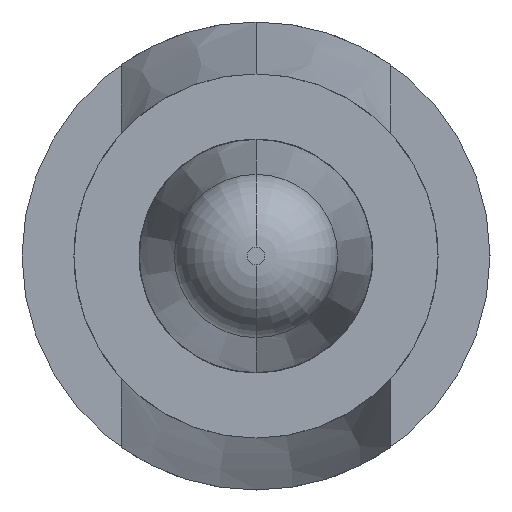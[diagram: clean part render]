
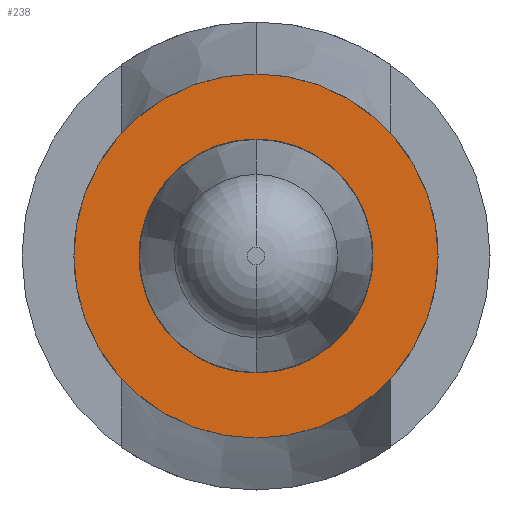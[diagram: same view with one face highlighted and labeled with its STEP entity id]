
A CAD part, front view. The second image highlights one B-rep face of the part: STEP entity #238.
In plain terms, the highlighted planar face has unit normal (0, -1, 0).
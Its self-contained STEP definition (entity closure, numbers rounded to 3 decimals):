
#24 = VERTEX_POINT ( 'NONE', #1049 ) ;
#40 = VERTEX_POINT ( 'NONE', #1010 ) ;
#41 = EDGE_CURVE ( 'NONE', #24, #40, #554, .T. ) ;
#129 = DIRECTION ( 'NONE',  ( 0., 0., 1. ) ) ;
#131 = DIRECTION ( 'NONE',  ( 0., 1., 0. ) ) ;
#134 = CARTESIAN_POINT ( 'NONE',  ( 0., -11.9, 0. ) ) ;
#160 = DIRECTION ( 'NONE',  ( 0., 0., 1. ) ) ;
#163 = DIRECTION ( 'NONE',  ( 0., 1., 0. ) ) ;
#164 = CARTESIAN_POINT ( 'NONE',  ( 0., -11.9, 0. ) ) ;
#238 = ADVANCED_FACE ( 'NONE', ( #832, #768 ), #1178, .F. ) ;
#328 = AXIS2_PLACEMENT_3D ( 'NONE', #1322, #655, #1402 ) ;
#444 = CARTESIAN_POINT ( 'NONE',  ( 0., -11.9, 0.8 ) ) ;
#519 = AXIS2_PLACEMENT_3D ( 'NONE', #134, #131, #129 ) ;
#525 = AXIS2_PLACEMENT_3D ( 'NONE', #164, #163, #160 ) ;
#554 = CIRCLE ( 'NONE', #602, 1.245 ) ;
#589 = VERTEX_POINT ( 'NONE', #732 ) ;
#602 = AXIS2_PLACEMENT_3D ( 'NONE', #966, #965, #949 ) ;
#655 = DIRECTION ( 'NONE',  ( 0., 1., 0. ) ) ;
#732 = CARTESIAN_POINT ( 'NONE',  ( 0., -11.9, -0.8 ) ) ;
#758 = EDGE_LOOP ( 'NONE', ( #1319, #1361 ) ) ;
#768 = FACE_BOUND ( 'NONE', #758, .T. ) ;
#832 = FACE_OUTER_BOUND ( 'NONE', #1135, .T. ) ;
#949 = DIRECTION ( 'NONE',  ( 0., 0., 1. ) ) ;
#965 = DIRECTION ( 'NONE',  ( 0., 1., 0. ) ) ;
#966 = CARTESIAN_POINT ( 'NONE',  ( 0., -11.9, 0. ) ) ;
#1010 = CARTESIAN_POINT ( 'NONE',  ( 0., -11.9, 1.245 ) ) ;
#1017 = CIRCLE ( 'NONE', #328, 1.245 ) ;
#1049 = CARTESIAN_POINT ( 'NONE',  ( 0., -11.9, -1.245 ) ) ;
#1111 = EDGE_CURVE ( 'NONE', #1317, #589, #1365, .T. ) ;
#1119 = EDGE_CURVE ( 'NONE', #589, #1317, #1334, .T. ) ;
#1135 = EDGE_LOOP ( 'NONE', ( #1338, #1335 ) ) ;
#1160 = DIRECTION ( 'NONE',  ( 0., 0., 1. ) ) ;
#1178 = PLANE ( 'NONE',  #1283 ) ;
#1208 = DIRECTION ( 'NONE',  ( 0., 1., 0. ) ) ;
#1217 = CARTESIAN_POINT ( 'NONE',  ( -1.245, -11.9, 0. ) ) ;
#1283 = AXIS2_PLACEMENT_3D ( 'NONE', #1217, #1208, #1160 ) ;
#1317 = VERTEX_POINT ( 'NONE', #444 ) ;
#1319 = ORIENTED_EDGE ( 'NONE', *, *, #1111, .T. ) ;
#1322 = CARTESIAN_POINT ( 'NONE',  ( 0., -11.9, 0. ) ) ;
#1334 = CIRCLE ( 'NONE', #519, 0.8 ) ;
#1335 = ORIENTED_EDGE ( 'NONE', *, *, #41, .F. ) ;
#1338 = ORIENTED_EDGE ( 'NONE', *, *, #1369, .F. ) ;
#1361 = ORIENTED_EDGE ( 'NONE', *, *, #1119, .T. ) ;
#1365 = CIRCLE ( 'NONE', #525, 0.8 ) ;
#1369 = EDGE_CURVE ( 'NONE', #40, #24, #1017, .T. ) ;
#1402 = DIRECTION ( 'NONE',  ( 0., 0., 1. ) ) ;
